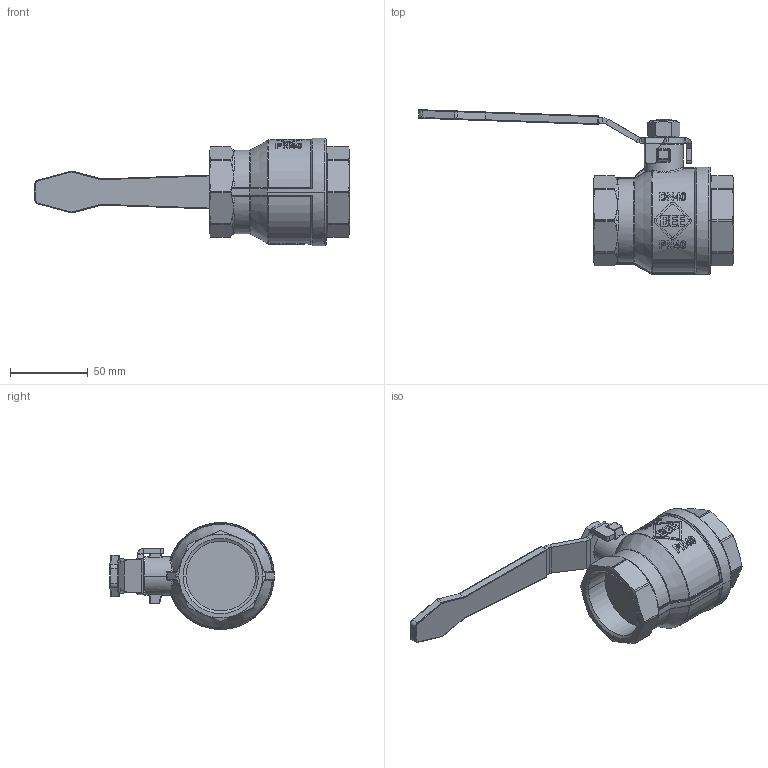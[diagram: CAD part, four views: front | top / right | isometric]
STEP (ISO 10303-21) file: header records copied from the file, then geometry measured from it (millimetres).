
FILE_DESCRIPTION(('STEP AP214'),'1');
FILE_NAME('valve_990-1_1_2.stp','2017-11-24T07:58:00',('TraceParts'),('TraceParts S.A.'),'Spatial InterOp 3D',' ',' ');
FILE_SCHEMA(('automotive_design'));
Length unit declared in the file: millimetre
Products named in the file (1): valve_990-1_1_2
Bounding box: 202.9 x 106 x 69 mm (x, y, z)
Volume: 244979.3 mm3; surface area: 41024.4 mm2
Topology: 1 solids, 1 shells, 1185 faces, 3112 edges, 1985 vertices
Faces by surface type: plane 465, bspline 326, cylinder 271, torus 58, cone 51, sphere 14
Entity records: 52518 total; most frequent: CARTESIAN_POINT 15939, ORIENTED_EDGE 6170, DIRECTION 4767, EDGE_CURVE 3085, VERTEX_POINT 1985, AXIS2_PLACEMENT_3D 1630, LINE 1507, VECTOR 1507
